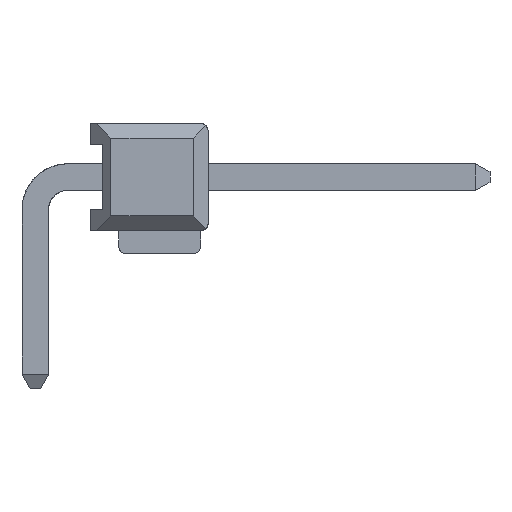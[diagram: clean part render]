
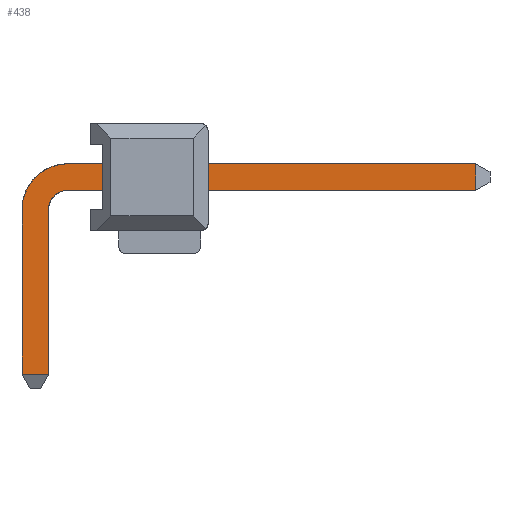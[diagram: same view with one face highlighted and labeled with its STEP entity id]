
A CAD part, left-side view. The second image highlights one B-rep face of the part: STEP entity #438.
In plain terms, the highlighted planar face has unit normal (-1, -0.003, 0).
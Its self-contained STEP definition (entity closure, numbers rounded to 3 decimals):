
#438=ADVANCED_FACE('',(#618),#6359,.T.);
#618=FACE_OUTER_BOUND('',#804,.T.);
#804=EDGE_LOOP('',(#1562,#1563,#1564,#1565));
#1562=ORIENTED_EDGE('',*,*,#5662,.T.);
#1563=ORIENTED_EDGE('',*,*,#5663,.T.);
#1564=ORIENTED_EDGE('',*,*,#5664,.T.);
#1565=ORIENTED_EDGE('',*,*,#5665,.T.);
#2466=PCURVE('',#6359,#3370);
#2467=PCURVE('',#6359,#3371);
#2468=PCURVE('',#6359,#3372);
#2469=PCURVE('',#6359,#3373);
#3370=DEFINITIONAL_REPRESENTATION('',(#5870),#11473);
#3371=DEFINITIONAL_REPRESENTATION('',(#5872),#11473);
#3372=DEFINITIONAL_REPRESENTATION('',(#5874),#11473);
#3373=DEFINITIONAL_REPRESENTATION('',(#5876),#11473);
#5182=SURFACE_CURVE('',#5869,(#2466),.PCURVE_S1.);
#5183=SURFACE_CURVE('',#5871,(#2467),.PCURVE_S1.);
#5184=SURFACE_CURVE('',#5873,(#2468),.PCURVE_S1.);
#5185=SURFACE_CURVE('',#5875,(#2469),.PCURVE_S1.);
#5662=EDGE_CURVE('',#6163,#6166,#5182,.T.);
#5663=EDGE_CURVE('',#6166,#6165,#5183,.T.);
#5664=EDGE_CURVE('',#6165,#6164,#5184,.T.);
#5665=EDGE_CURVE('',#6164,#6163,#5185,.T.);
#5869=(
BOUNDED_CURVE()
B_SPLINE_CURVE(2,(#10563,#10564,#10565),.UNSPECIFIED.,.F.,.F.)
B_SPLINE_CURVE_WITH_KNOTS((3,3),(-31.5,-30.87),
 .UNSPECIFIED.)
CURVE()
GEOMETRIC_REPRESENTATION_ITEM()
RATIONAL_B_SPLINE_CURVE((1.,1.,1.))
REPRESENTATION_ITEM('')
);
#5870=(
BOUNDED_CURVE()
B_SPLINE_CURVE(2,(#10566,#10567,#10568),.UNSPECIFIED.,.F.,.F.)
B_SPLINE_CURVE_WITH_KNOTS((3,3),(-31.5,-30.87),
 .UNSPECIFIED.)
CURVE()
GEOMETRIC_REPRESENTATION_ITEM()
RATIONAL_B_SPLINE_CURVE((1.,1.,1.))
REPRESENTATION_ITEM('')
);
#5871=(
BOUNDED_CURVE()
B_SPLINE_CURVE(2,(#10569,#10570,#10571,#10572,#10573,#10574,#10575),
 .UNSPECIFIED.,.F.,.F.)
B_SPLINE_CURVE_WITH_KNOTS((3,2,2,3),(-30.87,-23.432,
-21.728,-18.725),.UNSPECIFIED.)
CURVE()
GEOMETRIC_REPRESENTATION_ITEM()
RATIONAL_B_SPLINE_CURVE((1.,1.,1.,0.707,1.,1.,1.))
REPRESENTATION_ITEM('')
);
#5872=(
BOUNDED_CURVE()
B_SPLINE_CURVE(2,(#10576,#10577,#10578,#10579,#10580,#10581,#10582),
 .UNSPECIFIED.,.F.,.F.)
B_SPLINE_CURVE_WITH_KNOTS((3,2,2,3),(-30.87,-23.432,
-21.728,-18.725),.UNSPECIFIED.)
CURVE()
GEOMETRIC_REPRESENTATION_ITEM()
RATIONAL_B_SPLINE_CURVE((1.,1.,1.,0.707,1.,1.,1.))
REPRESENTATION_ITEM('')
);
#5873=(
BOUNDED_CURVE()
B_SPLINE_CURVE(2,(#10583,#10584,#10585),.UNSPECIFIED.,.F.,.F.)
B_SPLINE_CURVE_WITH_KNOTS((3,3),(-18.725,-18.095),
 .UNSPECIFIED.)
CURVE()
GEOMETRIC_REPRESENTATION_ITEM()
RATIONAL_B_SPLINE_CURVE((1.,1.,1.))
REPRESENTATION_ITEM('')
);
#5874=(
BOUNDED_CURVE()
B_SPLINE_CURVE(2,(#10586,#10587,#10588),.UNSPECIFIED.,.F.,.F.)
B_SPLINE_CURVE_WITH_KNOTS((3,3),(-18.725,-18.095),
 .UNSPECIFIED.)
CURVE()
GEOMETRIC_REPRESENTATION_ITEM()
RATIONAL_B_SPLINE_CURVE((1.,1.,1.))
REPRESENTATION_ITEM('')
);
#5875=(
BOUNDED_CURVE()
B_SPLINE_CURVE(2,(#10589,#10590,#10591,#10592,#10593,#10594,#10595),
 .UNSPECIFIED.,.F.,.F.)
B_SPLINE_CURVE_WITH_KNOTS((3,2,2,3),(-18.095,-15.093,
-14.378,-6.94),.UNSPECIFIED.)
CURVE()
GEOMETRIC_REPRESENTATION_ITEM()
RATIONAL_B_SPLINE_CURVE((1.,1.,1.,0.707,1.,1.,1.))
REPRESENTATION_ITEM('')
);
#5876=(
BOUNDED_CURVE()
B_SPLINE_CURVE(2,(#10596,#10597,#10598,#10599,#10600,#10601,#10602),
 .UNSPECIFIED.,.F.,.F.)
B_SPLINE_CURVE_WITH_KNOTS((3,2,2,3),(-18.095,-15.093,
-14.378,-6.94),.UNSPECIFIED.)
CURVE()
GEOMETRIC_REPRESENTATION_ITEM()
RATIONAL_B_SPLINE_CURVE((1.,1.,1.,0.707,1.,1.,1.))
REPRESENTATION_ITEM('')
);
#6163=VERTEX_POINT('',#10559);
#6164=VERTEX_POINT('',#10560);
#6165=VERTEX_POINT('',#10561);
#6166=VERTEX_POINT('',#10562);
#6359=PLANE('',#6559);
#6559=AXIS2_PLACEMENT_3D('',#10558,#6720,$);
#6720=DIRECTION('',(-1.,-0.003,0.));
#10558=CARTESIAN_POINT('',(-0.316,0.422,-2.91));
#10559=CARTESIAN_POINT('',(-0.288,-10.456,1.505));
#10560=CARTESIAN_POINT('',(-0.315,-0.316,-2.86));
#10561=CARTESIAN_POINT('',(-0.316,0.314,-2.86));
#10562=CARTESIAN_POINT('',(-0.288,-10.456,2.135));
#10563=CARTESIAN_POINT('',(-0.288,-10.456,1.505));
#10564=CARTESIAN_POINT('',(-0.288,-10.456,1.82));
#10565=CARTESIAN_POINT('',(-0.288,-10.456,2.135));
#10566=CARTESIAN_POINT('',(0.,0.));
#10567=CARTESIAN_POINT('',(0.,0.315));
#10568=CARTESIAN_POINT('',(0.,0.63));
#10569=CARTESIAN_POINT('',(-0.288,-10.456,2.135));
#10570=CARTESIAN_POINT('',(-0.3,-5.614,2.135));
#10571=CARTESIAN_POINT('',(-0.313,-0.771,2.135));
#10572=CARTESIAN_POINT('',(-0.316,0.314,2.135));
#10573=CARTESIAN_POINT('',(-0.316,0.314,1.05));
#10574=CARTESIAN_POINT('',(-0.316,0.314,-0.905));
#10575=CARTESIAN_POINT('',(-0.316,0.314,-2.86));
#10576=CARTESIAN_POINT('',(0.,0.63));
#10577=CARTESIAN_POINT('',(-4.843,0.63));
#10578=CARTESIAN_POINT('',(-9.686,0.63));
#10579=CARTESIAN_POINT('',(-10.771,0.63));
#10580=CARTESIAN_POINT('',(-10.771,-0.455));
#10581=CARTESIAN_POINT('',(-10.771,-2.41));
#10582=CARTESIAN_POINT('',(-10.771,-4.365));
#10583=CARTESIAN_POINT('',(-0.316,0.314,-2.86));
#10584=CARTESIAN_POINT('',(-0.315,-0.001,-2.86));
#10585=CARTESIAN_POINT('',(-0.315,-0.316,-2.86));
#10586=CARTESIAN_POINT('',(-10.771,-4.365));
#10587=CARTESIAN_POINT('',(-10.456,-4.365));
#10588=CARTESIAN_POINT('',(-10.141,-4.365));
#10589=CARTESIAN_POINT('',(-0.315,-0.316,-2.86));
#10590=CARTESIAN_POINT('',(-0.314,-0.316,-0.905));
#10591=CARTESIAN_POINT('',(-0.314,-0.316,1.05));
#10592=CARTESIAN_POINT('',(-0.314,-0.316,1.505));
#10593=CARTESIAN_POINT('',(-0.313,-0.771,1.505));
#10594=CARTESIAN_POINT('',(-0.3,-5.614,1.505));
#10595=CARTESIAN_POINT('',(-0.288,-10.456,1.505));
#10596=CARTESIAN_POINT('',(-10.141,-4.365));
#10597=CARTESIAN_POINT('',(-10.141,-2.41));
#10598=CARTESIAN_POINT('',(-10.141,-0.455));
#10599=CARTESIAN_POINT('',(-10.141,0.));
#10600=CARTESIAN_POINT('',(-9.686,0.));
#10601=CARTESIAN_POINT('',(-4.843,0.));
#10602=CARTESIAN_POINT('',(0.,0.));
#11473=(
GEOMETRIC_REPRESENTATION_CONTEXT(2)
PARAMETRIC_REPRESENTATION_CONTEXT()
REPRESENTATION_CONTEXT('pspace','')
);
